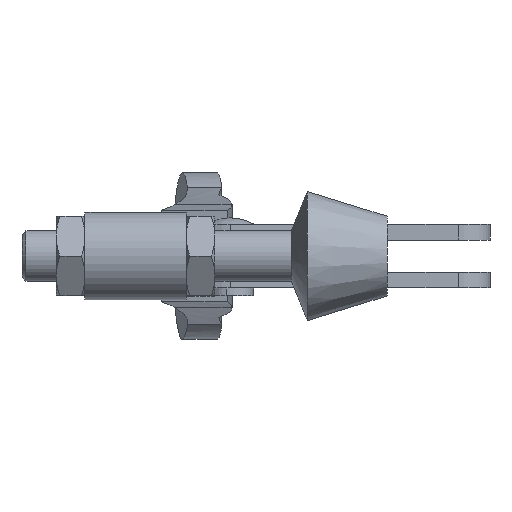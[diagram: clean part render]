
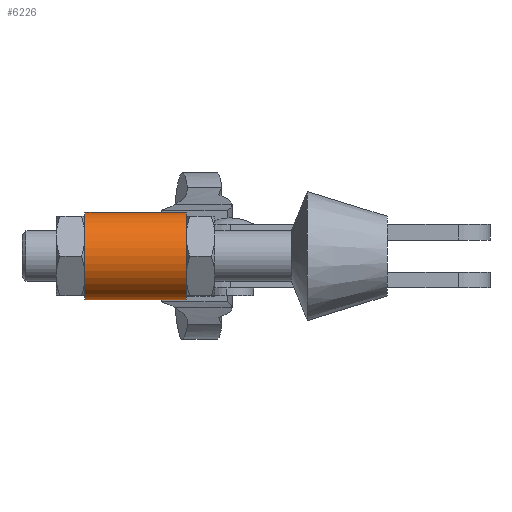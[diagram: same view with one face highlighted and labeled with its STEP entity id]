
A CAD part, left-side view. The second image highlights one B-rep face of the part: STEP entity #6226.
In plain terms, the highlighted cylindrical face has radius 5.5 mm (diameter 11 mm), a partial arc.
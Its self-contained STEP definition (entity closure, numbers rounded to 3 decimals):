
#137 = DIRECTION ( 'NONE',  ( 0., 0., -1. ) ) ;
#279 = CARTESIAN_POINT ( 'NONE',  ( -98.15, 25.2, -2. ) ) ;
#375 = CARTESIAN_POINT ( 'NONE',  ( -98.15, 37.9, -2. ) ) ;
#549 = FACE_OUTER_BOUND ( 'NONE', #4023, .T. ) ;
#626 = DIRECTION ( 'NONE',  ( 0., -1., 0. ) ) ;
#672 = DIRECTION ( 'NONE',  ( 1., 0., 0. ) ) ;
#803 = CARTESIAN_POINT ( 'NONE',  ( -98.15, 37.9, -2. ) ) ;
#1410 = DIRECTION ( 'NONE',  ( 1., 0., 0. ) ) ;
#1599 = CIRCLE ( 'NONE', #2332, 5.5 ) ;
#1665 = VECTOR ( 'NONE', #4083, 1000. ) ;
#1688 = VERTEX_POINT ( 'NONE', #4469 ) ;
#2013 = CARTESIAN_POINT ( 'NONE',  ( -98.15, 37.9, 3.5 ) ) ;
#2212 = DIRECTION ( 'NONE',  ( 0., 1., 0. ) ) ;
#2332 = AXIS2_PLACEMENT_3D ( 'NONE', #803, #2212, #672 ) ;
#2501 = EDGE_CURVE ( 'NONE', #1688, #6808, #8637, .T. ) ;
#2642 = EDGE_CURVE ( 'NONE', #6808, #6623, #6577, .T. ) ;
#2879 = VECTOR ( 'NONE', #3976, 1000. ) ;
#3003 = EDGE_CURVE ( 'NONE', #1688, #9440, #1599, .T. ) ;
#3976 = DIRECTION ( 'NONE',  ( 0., -1., 0. ) ) ;
#3995 = CARTESIAN_POINT ( 'NONE',  ( -98.15, 37.9, 3.5 ) ) ;
#4011 = AXIS2_PLACEMENT_3D ( 'NONE', #375, #626, #137 ) ;
#4023 = EDGE_LOOP ( 'NONE', ( #7919, #7426, #7409, #7220 ) ) ;
#4083 = DIRECTION ( 'NONE',  ( 0., -1., 0. ) ) ;
#4469 = CARTESIAN_POINT ( 'NONE',  ( -98.15, 37.9, -7.5 ) ) ;
#4707 = EDGE_CURVE ( 'NONE', #9440, #6623, #5846, .T. ) ;
#5266 = CARTESIAN_POINT ( 'NONE',  ( -98.15, 37.9, -7.5 ) ) ;
#5604 = CARTESIAN_POINT ( 'NONE',  ( -98.15, 25.2, -7.5 ) ) ;
#5846 = LINE ( 'NONE', #3995, #1665 ) ;
#6226 = ADVANCED_FACE ( 'NONE', ( #549 ), #7615, .T. ) ;
#6279 = CARTESIAN_POINT ( 'NONE',  ( -98.15, 25.2, 3.5 ) ) ;
#6577 = CIRCLE ( 'NONE', #8715, 5.5 ) ;
#6623 = VERTEX_POINT ( 'NONE', #6279 ) ;
#6808 = VERTEX_POINT ( 'NONE', #5604 ) ;
#7220 = ORIENTED_EDGE ( 'NONE', *, *, #2642, .T. ) ;
#7409 = ORIENTED_EDGE ( 'NONE', *, *, #2501, .T. ) ;
#7426 = ORIENTED_EDGE ( 'NONE', *, *, #3003, .F. ) ;
#7615 = CYLINDRICAL_SURFACE ( 'NONE', #4011, 5.5 ) ;
#7919 = ORIENTED_EDGE ( 'NONE', *, *, #4707, .F. ) ;
#8011 = DIRECTION ( 'NONE',  ( 0., 1., 0. ) ) ;
#8637 = LINE ( 'NONE', #5266, #2879 ) ;
#8715 = AXIS2_PLACEMENT_3D ( 'NONE', #279, #8011, #1410 ) ;
#9440 = VERTEX_POINT ( 'NONE', #2013 ) ;
